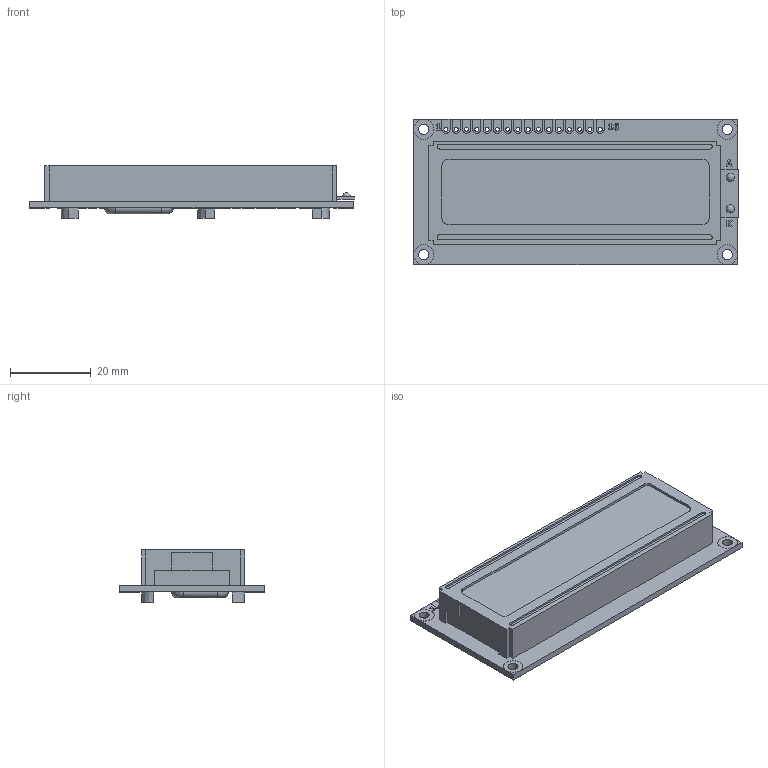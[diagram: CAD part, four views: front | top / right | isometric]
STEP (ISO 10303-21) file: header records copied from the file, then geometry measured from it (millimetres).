
FILE_DESCRIPTION (( 'STEP AP214' ), '1' );
FILE_NAME ('User Library-LCD 16x2 WC1602A0-SFYLNC06.STEP', '2017-04-18T22:12:14', ( 'Windows User' ), ( '' ), 'SwSTEP 2.0', 'SolidWorks 2017', '' );
FILE_SCHEMA (( 'AUTOMOTIVE_DESIGN' ));
Length unit declared in the file: millimetre
Products named in the file (1): User Library-LCD 16x2 WC1602A0-SFYLNC06
Bounding box: 80.25 x 36 x 12.9 mm (x, y, z)
Surface area: 8684.9 mm2 (no closed solid volume)
Topology: 0 solids, 1 shells, 708 faces, 1960 edges, 1294 vertices
Faces by surface type: plane 414, bspline 192, cylinder 102
Entity records: 31555 total; most frequent: CARTESIAN_POINT 6760, ORIENTED_EDGE 3880, DIRECTION 2800, EDGE_CURVE 1956, LINE 1362, VECTOR 1362, VERTEX_POINT 1294, EDGE_LOOP 804
